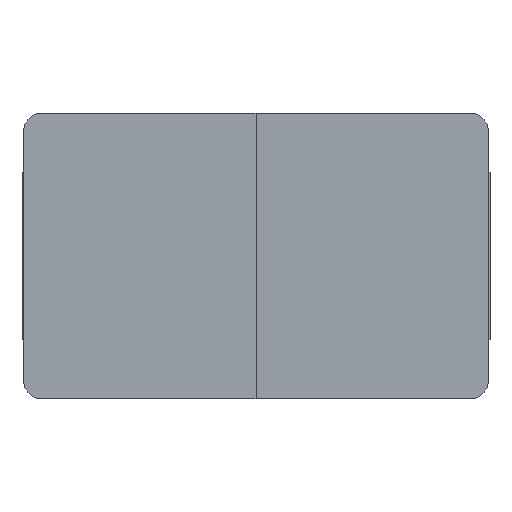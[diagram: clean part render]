
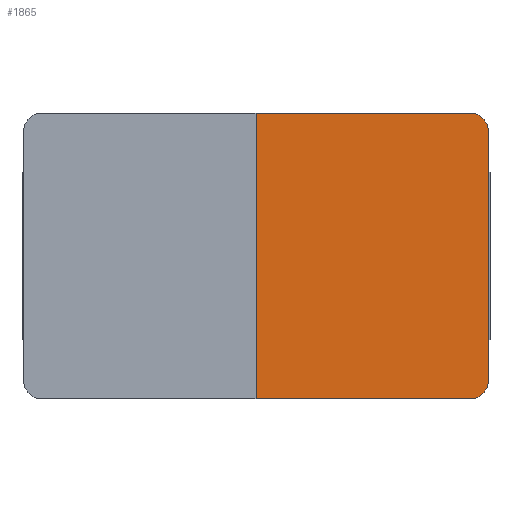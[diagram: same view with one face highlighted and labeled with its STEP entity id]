
A CAD part, front view. The second image highlights one B-rep face of the part: STEP entity #1865.
In plain terms, the highlighted planar face has unit normal (0, -1, 0).
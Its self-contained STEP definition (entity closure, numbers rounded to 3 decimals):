
#56 = CARTESIAN_POINT ( 'NONE',  ( 0., -3.9, 4. ) ) ;
#73 = EDGE_CURVE ( 'NONE', #1044, #1333, #546, .T. ) ;
#101 = VERTEX_POINT ( 'NONE', #1499 ) ;
#103 = EDGE_CURVE ( 'NONE', #214, #388, #871, .T. ) ;
#115 = CARTESIAN_POINT ( 'NONE',  ( 6.5, -3.9, 4. ) ) ;
#185 = DIRECTION ( 'NONE',  ( 0., 0., -1. ) ) ;
#214 = VERTEX_POINT ( 'NONE', #926 ) ;
#217 = CARTESIAN_POINT ( 'NONE',  ( 6., -3.9, 3.5 ) ) ;
#228 = VECTOR ( 'NONE', #1466, 1000. ) ;
#293 = CARTESIAN_POINT ( 'NONE',  ( 6., -3.9, -3.5 ) ) ;
#310 = ORIENTED_EDGE ( 'NONE', *, *, #980, .T. ) ;
#368 = ORIENTED_EDGE ( 'NONE', *, *, #853, .T. ) ;
#388 = VERTEX_POINT ( 'NONE', #1643 ) ;
#414 = CIRCLE ( 'NONE', #1803, 0.5 ) ;
#542 = ORIENTED_EDGE ( 'NONE', *, *, #890, .T. ) ;
#546 = LINE ( 'NONE', #1665, #1045 ) ;
#620 = VECTOR ( 'NONE', #1183, 1000. ) ;
#657 = ORIENTED_EDGE ( 'NONE', *, *, #1766, .T. ) ;
#672 = DIRECTION ( 'NONE',  ( 0., -1., 0. ) ) ;
#713 = FACE_OUTER_BOUND ( 'NONE', #1018, .T. ) ;
#716 = DIRECTION ( 'NONE',  ( 1., 0., 0. ) ) ;
#733 = LINE ( 'NONE', #1319, #228 ) ;
#750 = CARTESIAN_POINT ( 'NONE',  ( 6., -3.9, -4. ) ) ;
#853 = EDGE_CURVE ( 'NONE', #101, #1640, #733, .T. ) ;
#871 = LINE ( 'NONE', #115, #620 ) ;
#890 = EDGE_CURVE ( 'NONE', #1640, #1044, #1955, .T. ) ;
#917 = CARTESIAN_POINT ( 'NONE',  ( 0., -3.9, -4. ) ) ;
#926 = CARTESIAN_POINT ( 'NONE',  ( 6.5, -3.9, -3.5 ) ) ;
#974 = CARTESIAN_POINT ( 'NONE',  ( -0.25, -3.9, 0. ) ) ;
#980 = EDGE_CURVE ( 'NONE', #1333, #214, #414, .T. ) ;
#1017 = PLANE ( 'NONE',  #1792 ) ;
#1018 = EDGE_LOOP ( 'NONE', ( #368, #542, #1638, #310, #1887, #657 ) ) ;
#1020 = AXIS2_PLACEMENT_3D ( 'NONE', #217, #1434, #1598 ) ;
#1044 = VERTEX_POINT ( 'NONE', #917 ) ;
#1045 = VECTOR ( 'NONE', #716, 1000. ) ;
#1172 = VECTOR ( 'NONE', #1621, 1000. ) ;
#1183 = DIRECTION ( 'NONE',  ( 0., 0., 1. ) ) ;
#1292 = DIRECTION ( 'NONE',  ( 0., 0., -1. ) ) ;
#1319 = CARTESIAN_POINT ( 'NONE',  ( -7., -3.9, 4. ) ) ;
#1333 = VERTEX_POINT ( 'NONE', #750 ) ;
#1383 = DIRECTION ( 'NONE',  ( 0., -1., 0. ) ) ;
#1434 = DIRECTION ( 'NONE',  ( 0., -1., 0. ) ) ;
#1466 = DIRECTION ( 'NONE',  ( -1., 0., 0. ) ) ;
#1499 = CARTESIAN_POINT ( 'NONE',  ( 6., -3.9, 4. ) ) ;
#1598 = DIRECTION ( 'NONE',  ( 0., 0., -1. ) ) ;
#1621 = DIRECTION ( 'NONE',  ( 0., 0., -1. ) ) ;
#1638 = ORIENTED_EDGE ( 'NONE', *, *, #73, .T. ) ;
#1640 = VERTEX_POINT ( 'NONE', #56 ) ;
#1643 = CARTESIAN_POINT ( 'NONE',  ( 6.5, -3.9, 3.5 ) ) ;
#1665 = CARTESIAN_POINT ( 'NONE',  ( -7., -3.9, -4. ) ) ;
#1761 = CIRCLE ( 'NONE', #1020, 0.5 ) ;
#1766 = EDGE_CURVE ( 'NONE', #388, #101, #1761, .T. ) ;
#1778 = CARTESIAN_POINT ( 'NONE',  ( 0., -3.9, 0. ) ) ;
#1792 = AXIS2_PLACEMENT_3D ( 'NONE', #974, #672, #1292 ) ;
#1803 = AXIS2_PLACEMENT_3D ( 'NONE', #293, #1383, #185 ) ;
#1865 = ADVANCED_FACE ( 'NONE', ( #713 ), #1017, .T. ) ;
#1887 = ORIENTED_EDGE ( 'NONE', *, *, #103, .T. ) ;
#1955 = LINE ( 'NONE', #1778, #1172 ) ;
